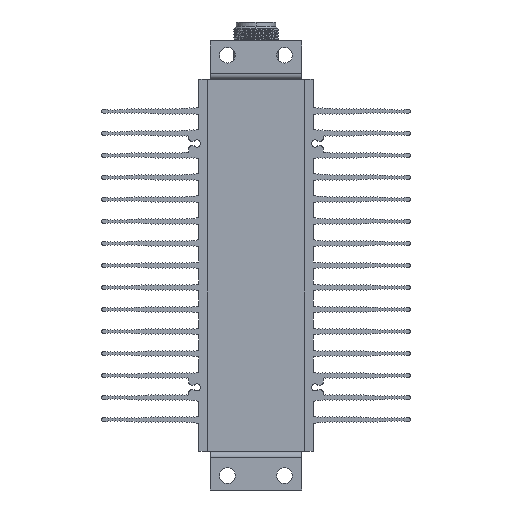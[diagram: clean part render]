
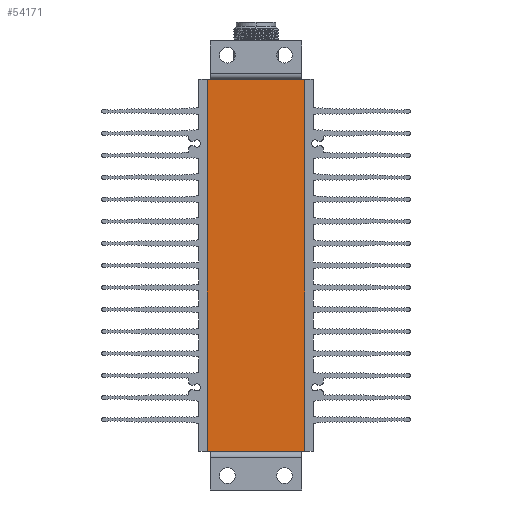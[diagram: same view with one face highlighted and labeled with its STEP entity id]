
A CAD part, left-side view. The second image highlights one B-rep face of the part: STEP entity #54171.
In plain terms, the highlighted planar face has unit normal (-1, 0, 0).
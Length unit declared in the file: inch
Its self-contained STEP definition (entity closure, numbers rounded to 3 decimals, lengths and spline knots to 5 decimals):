
#589 = LINE ( 'NONE', #55489, #14768 ) ;
#849 = AXIS2_PLACEMENT_3D ( 'NONE', #23090, #41784, #60467 ) ;
#2330 = LINE ( 'NONE', #48928, #9594 ) ;
#5371 = LINE ( 'NONE', #47068, #47049 ) ;
#6179 = CARTESIAN_POINT ( 'NONE',  ( 109.97251, 23.7923, 5.11811 ) ) ;
#9594 = VECTOR ( 'NONE', #35127, 39.37008 ) ;
#14768 = VECTOR ( 'NONE', #51790, 39.37008 ) ;
#17476 = VERTEX_POINT ( 'NONE', #58542 ) ;
#23090 = CARTESIAN_POINT ( 'NONE',  ( 109.97251, 25.13088, 5.11811 ) ) ;
#26443 = CARTESIAN_POINT ( 'NONE',  ( 109.97251, 23.7923, 5.11811 ) ) ;
#26680 = CARTESIAN_POINT ( 'NONE',  ( 109.97251, 23.7923, 0. ) ) ;
#27723 = EDGE_CURVE ( 'NONE', #41725, #41284, #39882, .T. ) ;
#29773 = DIRECTION ( 'NONE',  ( 0., 0., 1. ) ) ;
#32166 = EDGE_CURVE ( 'NONE', #17476, #57931, #5371, .T. ) ;
#32314 = EDGE_CURVE ( 'NONE', #57931, #41284, #589, .T. ) ;
#35127 = DIRECTION ( 'NONE',  ( 0., -1., 0. ) ) ;
#39882 = LINE ( 'NONE', #6179, #51739 ) ;
#41284 = VERTEX_POINT ( 'NONE', #26443 ) ;
#41450 = ORIENTED_EDGE ( 'NONE', *, *, #46011, .T. ) ;
#41484 = FACE_OUTER_BOUND ( 'NONE', #44801, .T. ) ;
#41725 = VERTEX_POINT ( 'NONE', #26680 ) ;
#41784 = DIRECTION ( 'NONE',  ( 1., 0., 0. ) ) ;
#42921 = CARTESIAN_POINT ( 'NONE',  ( 109.97251, 25.13088, 5.11811 ) ) ;
#44801 = EDGE_LOOP ( 'NONE', ( #59300, #54622, #45961, #41450 ) ) ;
#45961 = ORIENTED_EDGE ( 'NONE', *, *, #32166, .F. ) ;
#46011 = EDGE_CURVE ( 'NONE', #17476, #41725, #2330, .T. ) ;
#47049 = VECTOR ( 'NONE', #56564, 39.37008 ) ;
#47068 = CARTESIAN_POINT ( 'NONE',  ( 109.97251, 25.13088, 5.11811 ) ) ;
#48928 = CARTESIAN_POINT ( 'NONE',  ( 109.97251, 0., 0. ) ) ;
#51739 = VECTOR ( 'NONE', #29773, 39.37008 ) ;
#51790 = DIRECTION ( 'NONE',  ( 0., -1., 0. ) ) ;
#54171 = ADVANCED_FACE ( 'NONE', ( #41484 ), #60174, .F. ) ;
#54622 = ORIENTED_EDGE ( 'NONE', *, *, #32314, .F. ) ;
#55489 = CARTESIAN_POINT ( 'NONE',  ( 109.97251, 0., 5.11811 ) ) ;
#56564 = DIRECTION ( 'NONE',  ( 0., 0., 1. ) ) ;
#57931 = VERTEX_POINT ( 'NONE', #42921 ) ;
#58542 = CARTESIAN_POINT ( 'NONE',  ( 109.97251, 25.13088, 0. ) ) ;
#59300 = ORIENTED_EDGE ( 'NONE', *, *, #27723, .T. ) ;
#60174 = PLANE ( 'NONE',  #849 ) ;
#60467 = DIRECTION ( 'NONE',  ( 0., 0., -1. ) ) ;
